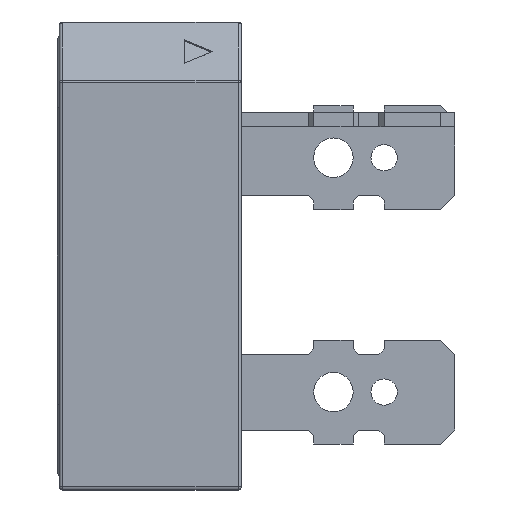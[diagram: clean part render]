
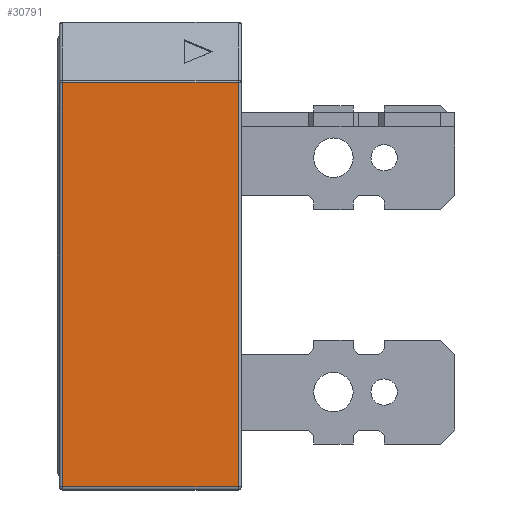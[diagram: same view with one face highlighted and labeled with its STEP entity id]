
A CAD part, left-side view. The second image highlights one B-rep face of the part: STEP entity #30791.
In plain terms, the highlighted planar face has unit normal (-1, 0, 0).
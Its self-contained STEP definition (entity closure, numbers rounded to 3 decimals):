
#2447 = LINE ( 'NONE', #24022, #19739 ) ;
#2949 = CARTESIAN_POINT ( 'NONE',  ( -5.975, 0.3, -22.575 ) ) ;
#2951 = DIRECTION ( 'NONE',  ( 1., 0., 0. ) ) ;
#5597 = DIRECTION ( 'NONE',  ( 0., 0., 1. ) ) ;
#5671 = EDGE_LOOP ( 'NONE', ( #8260, #17636, #30992, #34870 ) ) ;
#6537 = DIRECTION ( 'NONE',  ( 0., 1., 0. ) ) ;
#8260 = ORIENTED_EDGE ( 'NONE', *, *, #8753, .T. ) ;
#8599 = PLANE ( 'NONE',  #15264 ) ;
#8722 = EDGE_CURVE ( 'NONE', #12908, #8797, #11690, .T. ) ;
#8753 = EDGE_CURVE ( 'NONE', #9454, #21874, #27961, .T. ) ;
#8797 = VERTEX_POINT ( 'NONE', #25620 ) ;
#9188 = CARTESIAN_POINT ( 'NONE',  ( -5.975, 11.03, -22.375 ) ) ;
#9454 = VERTEX_POINT ( 'NONE', #9188 ) ;
#9596 = EDGE_CURVE ( 'NONE', #8797, #9454, #2447, .T. ) ;
#10090 = VECTOR ( 'NONE', #5597, 1000. ) ;
#11690 = LINE ( 'NONE', #22642, #30535 ) ;
#12908 = VERTEX_POINT ( 'NONE', #14118 ) ;
#14118 = CARTESIAN_POINT ( 'NONE',  ( -5.975, 0.3, 2.292 ) ) ;
#14533 = DIRECTION ( 'NONE',  ( 0., -1., 0. ) ) ;
#15264 = AXIS2_PLACEMENT_3D ( 'NONE', #21868, #2951, #27557 ) ;
#16342 = EDGE_CURVE ( 'NONE', #21874, #12908, #29869, .T. ) ;
#16609 = FACE_OUTER_BOUND ( 'NONE', #5671, .T. ) ;
#17636 = ORIENTED_EDGE ( 'NONE', *, *, #16342, .T. ) ;
#19739 = VECTOR ( 'NONE', #34815, 1000. ) ;
#21868 = CARTESIAN_POINT ( 'NONE',  ( -5.975, 11.23, -22.575 ) ) ;
#21874 = VERTEX_POINT ( 'NONE', #30998 ) ;
#22100 = CARTESIAN_POINT ( 'NONE',  ( -5.975, 11.23, -22.375 ) ) ;
#22607 = VECTOR ( 'NONE', #14533, 1000. ) ;
#22642 = CARTESIAN_POINT ( 'NONE',  ( -5.975, 11.23, 2.292 ) ) ;
#24022 = CARTESIAN_POINT ( 'NONE',  ( -5.975, 11.03, -22.575 ) ) ;
#25620 = CARTESIAN_POINT ( 'NONE',  ( -5.975, 11.03, 2.292 ) ) ;
#27557 = DIRECTION ( 'NONE',  ( 0., 0., -1. ) ) ;
#27961 = LINE ( 'NONE', #22100, #22607 ) ;
#29869 = LINE ( 'NONE', #2949, #10090 ) ;
#30535 = VECTOR ( 'NONE', #6537, 1000. ) ;
#30791 = ADVANCED_FACE ( 'NONE', ( #16609 ), #8599, .F. ) ;
#30992 = ORIENTED_EDGE ( 'NONE', *, *, #8722, .T. ) ;
#30998 = CARTESIAN_POINT ( 'NONE',  ( -5.975, 0.3, -22.375 ) ) ;
#34815 = DIRECTION ( 'NONE',  ( 0., 0., -1. ) ) ;
#34870 = ORIENTED_EDGE ( 'NONE', *, *, #9596, .T. ) ;
